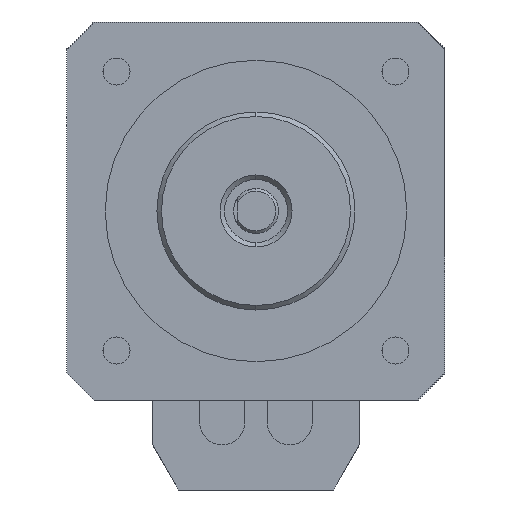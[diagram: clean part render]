
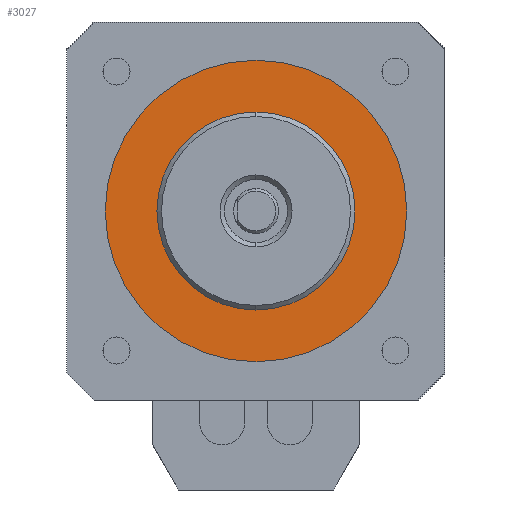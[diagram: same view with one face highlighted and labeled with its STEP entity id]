
A CAD part, left-side view. The second image highlights one B-rep face of the part: STEP entity #3027.
In plain terms, the highlighted planar face has unit normal (-1, 0, 0).
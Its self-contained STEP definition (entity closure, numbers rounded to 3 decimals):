
#192 = CIRCLE ( 'NONE', #2123, 3.5 ) ;
#254 = EDGE_CURVE ( 'NONE', #2527, #3689, #192, .T. ) ;
#347 = FACE_OUTER_BOUND ( 'NONE', #5201, .T. ) ;
#625 = ORIENTED_EDGE ( 'NONE', *, *, #1281, .T. ) ;
#704 = DIRECTION ( 'NONE',  ( -1., 0., 0. ) ) ;
#705 = DIRECTION ( 'NONE',  ( 0., 0., 1. ) ) ;
#777 = DIRECTION ( 'NONE',  ( 1., 0., 0. ) ) ;
#812 = CARTESIAN_POINT ( 'NONE',  ( -59.6, 0., 0. ) ) ;
#1100 = CARTESIAN_POINT ( 'NONE',  ( -59.6, 0., 0. ) ) ;
#1281 = EDGE_CURVE ( 'NONE', #5824, #5011, #7373, .T. ) ;
#1595 = DIRECTION ( 'NONE',  ( 0., 0., 1. ) ) ;
#1929 = EDGE_LOOP ( 'NONE', ( #4054, #5019 ) ) ;
#2123 = AXIS2_PLACEMENT_3D ( 'NONE', #2940, #4050, #5227 ) ;
#2527 = VERTEX_POINT ( 'NONE', #2922 ) ;
#2641 = CARTESIAN_POINT ( 'NONE',  ( -59.6, 0., 16.75 ) ) ;
#2788 = CIRCLE ( 'NONE', #5065, 3.5 ) ;
#2922 = CARTESIAN_POINT ( 'NONE',  ( -59.6, 0., -3.5 ) ) ;
#2940 = CARTESIAN_POINT ( 'NONE',  ( -59.6, 0., 0. ) ) ;
#3027 = ADVANCED_FACE ( 'NONE', ( #7035, #347 ), #6622, .T. ) ;
#3393 = DIRECTION ( 'NONE',  ( -1., 0., 0. ) ) ;
#3689 = VERTEX_POINT ( 'NONE', #5704 ) ;
#3753 = CARTESIAN_POINT ( 'NONE',  ( -59.6, 0., 0. ) ) ;
#3769 = ORIENTED_EDGE ( 'NONE', *, *, #4116, .T. ) ;
#4050 = DIRECTION ( 'NONE',  ( 1., 0., 0. ) ) ;
#4054 = ORIENTED_EDGE ( 'NONE', *, *, #5028, .T. ) ;
#4116 = EDGE_CURVE ( 'NONE', #5011, #5824, #4780, .T. ) ;
#4264 = CARTESIAN_POINT ( 'NONE',  ( -59.6, 0., -16.75 ) ) ;
#4769 = DIRECTION ( 'NONE',  ( -1., 0., 0. ) ) ;
#4780 = CIRCLE ( 'NONE', #6596, 16.75 ) ;
#5011 = VERTEX_POINT ( 'NONE', #4264 ) ;
#5019 = ORIENTED_EDGE ( 'NONE', *, *, #254, .T. ) ;
#5028 = EDGE_CURVE ( 'NONE', #3689, #2527, #2788, .T. ) ;
#5065 = AXIS2_PLACEMENT_3D ( 'NONE', #812, #777, #705 ) ;
#5201 = EDGE_LOOP ( 'NONE', ( #625, #3769 ) ) ;
#5227 = DIRECTION ( 'NONE',  ( 0., 0., 1. ) ) ;
#5341 = DIRECTION ( 'NONE',  ( 0., 0., 1. ) ) ;
#5704 = CARTESIAN_POINT ( 'NONE',  ( -59.6, 0., 3.5 ) ) ;
#5824 = VERTEX_POINT ( 'NONE', #2641 ) ;
#5932 = DIRECTION ( 'NONE',  ( 0., 0., 1. ) ) ;
#6051 = AXIS2_PLACEMENT_3D ( 'NONE', #6986, #704, #5932 ) ;
#6596 = AXIS2_PLACEMENT_3D ( 'NONE', #1100, #3393, #1595 ) ;
#6622 = PLANE ( 'NONE',  #7101 ) ;
#6986 = CARTESIAN_POINT ( 'NONE',  ( -59.6, 0., 0. ) ) ;
#7035 = FACE_BOUND ( 'NONE', #1929, .T. ) ;
#7101 = AXIS2_PLACEMENT_3D ( 'NONE', #3753, #4769, #5341 ) ;
#7373 = CIRCLE ( 'NONE', #6051, 16.75 ) ;
